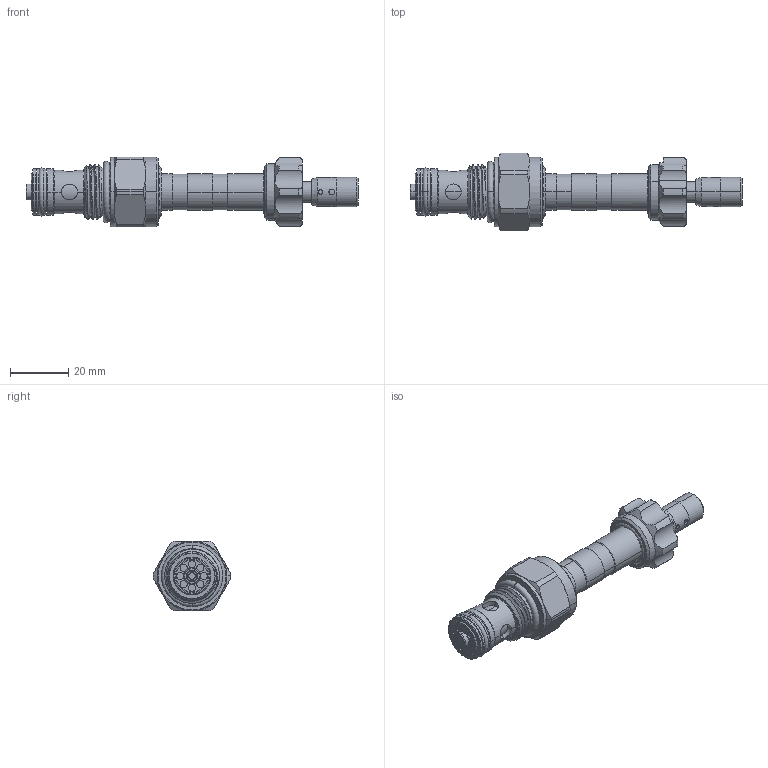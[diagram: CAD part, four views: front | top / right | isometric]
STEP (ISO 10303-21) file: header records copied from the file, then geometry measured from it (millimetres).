
FILE_DESCRIPTION (( 'STEP AP203' ), '1' );
FILE_NAME ('EP19E2A12T05.STEP', '2016-08-25T02:22:03', ( '' ), ( '' ), 'SwSTEP 2.0', 'SolidWorks 2012', '' );
FILE_SCHEMA (( 'CONFIG_CONTROL_DESIGN' ));
Length unit declared in the file: millimetre
Products named in the file (1): EP19E2A12T05
Bounding box: 114.3 x 26.7 x 24 mm (x, y, z)
Volume: 23658.2 mm3; surface area: 9405.7 mm2
Topology: 1 solids, 4 shells, 336 faces, 794 edges, 498 vertices
Faces by surface type: cylinder 159, plane 70, cone 67, torus 38, bspline 2
Entity records: 15070 total; most frequent: CARTESIAN_POINT 7207, DIRECTION 1727, ORIENTED_EDGE 1588, EDGE_CURVE 794, AXIS2_PLACEMENT_3D 743, VERTEX_POINT 498, CIRCLE 408, EDGE_LOOP 376
